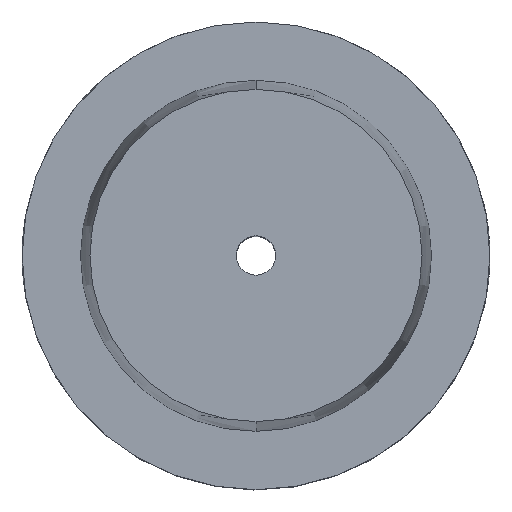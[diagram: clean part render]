
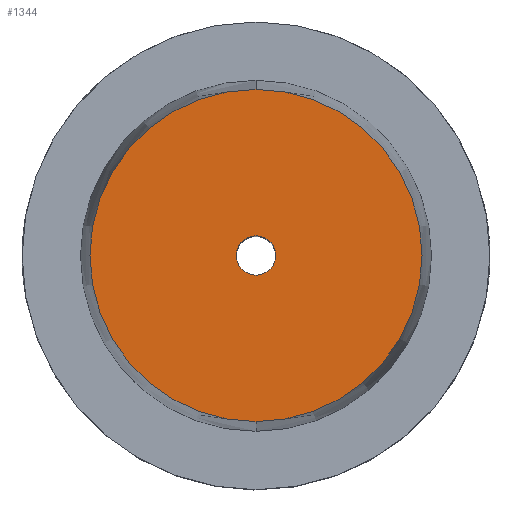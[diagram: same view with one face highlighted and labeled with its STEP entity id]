
A CAD part, top view. The second image highlights one B-rep face of the part: STEP entity #1344.
In plain terms, the highlighted planar face has unit normal (0, 0, 1).
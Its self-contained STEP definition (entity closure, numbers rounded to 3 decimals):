
#167=CARTESIAN_POINT('',(0.,0.,50.));
#168=DIRECTION('',(0.,0.,1.));
#169=DIRECTION('',(0.,1.,0.));
#170=AXIS2_PLACEMENT_3D('',#167,#168,#169);
#175=CARTESIAN_POINT('',(0.,0.,50.));
#176=DIRECTION('',(0.,0.,-1.));
#177=DIRECTION('',(0.,1.,0.));
#178=AXIS2_PLACEMENT_3D('',#175,#176,#177);
#183=CARTESIAN_POINT('',(0.,0.,50.));
#184=DIRECTION('',(0.,0.,-1.));
#185=DIRECTION('',(0.,1.,0.));
#186=AXIS2_PLACEMENT_3D('',#183,#184,#185);
#191=CARTESIAN_POINT('',(0.,0.,50.));
#192=DIRECTION('',(0.,0.,-1.));
#193=DIRECTION('',(0.,-1.,0.));
#194=AXIS2_PLACEMENT_3D('',#191,#192,#193);
#1110=CARTESIAN_POINT('',(0.,4.2,50.));
#1111=CARTESIAN_POINT('',(0.,-4.2,50.));
#1112=VERTEX_POINT('',#1110);
#1113=VERTEX_POINT('',#1111);
#1152=CARTESIAN_POINT('',(0.,35.501,50.));
#1153=VERTEX_POINT('',#1152);
#1154=CARTESIAN_POINT('',(0.,-35.501,50.));
#1155=VERTEX_POINT('',#1154);
#1329=CARTESIAN_POINT('',(0.,0.,50.));
#1330=DIRECTION('',(0.,0.,-1.));
#1331=DIRECTION('',(0.,-1.,0.));
#1332=AXIS2_PLACEMENT_3D('',#1329,#1330,#1331);
#1333=PLANE('',#1332);
#1335=ORIENTED_EDGE('',*,*,#1334,.F.);
#1337=ORIENTED_EDGE('',*,*,#1336,.T.);
#1338=EDGE_LOOP('',(#1335,#1337));
#1339=FACE_OUTER_BOUND('',#1338,.F.);
#1340=ORIENTED_EDGE('',*,*,#1309,.F.);
#1341=ORIENTED_EDGE('',*,*,#1323,.F.);
#1342=EDGE_LOOP('',(#1340,#1341));
#1343=FACE_BOUND('',#1342,.F.);
#171=CIRCLE('',#170,35.501);
#179=CIRCLE('',#178,35.501);
#187=CIRCLE('',#186,4.2);
#195=CIRCLE('',#194,4.2);
#1309=EDGE_CURVE('',#1112,#1113,#187,.T.);
#1323=EDGE_CURVE('',#1113,#1112,#195,.T.);
#1334=EDGE_CURVE('',#1153,#1155,#171,.T.);
#1336=EDGE_CURVE('',#1153,#1155,#179,.T.);
#1344=ADVANCED_FACE('',(#1339,#1343),#1333,.F.);
